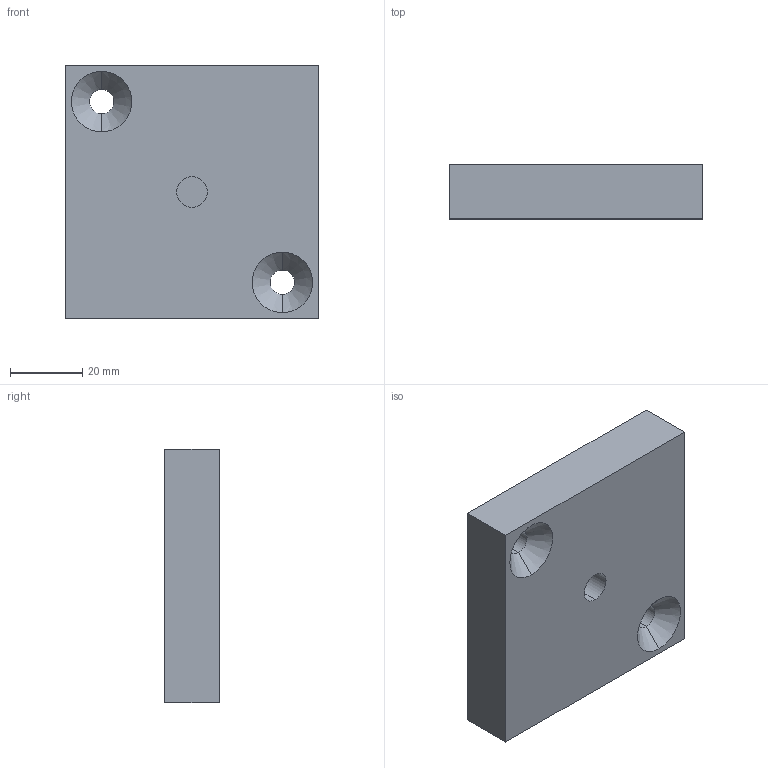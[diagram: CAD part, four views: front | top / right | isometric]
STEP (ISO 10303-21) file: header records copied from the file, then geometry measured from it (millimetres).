
FILE_DESCRIPTION (( 'STEP AP214' ), '1' );
FILE_NAME ('ARL-CI01-01-A-EMPREINTE.STEP', '2023-01-26T11:47:41', ( 'T' ), ( 'F' ), 'SwSTEP 2.0', 'SolidWorks 2001340', '' );
FILE_SCHEMA (( 'AUTOMOTIVE_DESIGN' ));
Length unit declared in the file: millimetre
Products named in the file (1): ARL-CI01-01-A-EMPREINTE
Bounding box: 70 x 15 x 70 mm (x, y, z)
Volume: 64245.2 mm3; surface area: 20324.5 mm2
Topology: 1 solids, 1 shells, 938 faces, 2798 edges, 1864 vertices
Faces by surface type: plane 512, cylinder 422, cone 4
Entity records: 31729 total; most frequent: CARTESIAN_POINT 5601, ORIENTED_EDGE 5596, DIRECTION 5544, EDGE_CURVE 2798, LINE 1930, VECTOR 1930, VERTEX_POINT 1864, AXIS2_PLACEMENT_3D 1807
